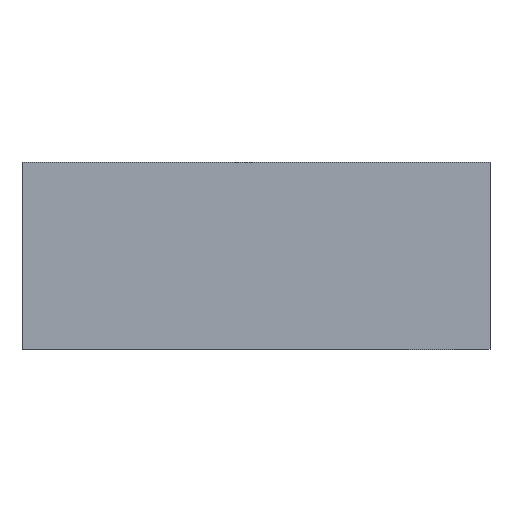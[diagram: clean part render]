
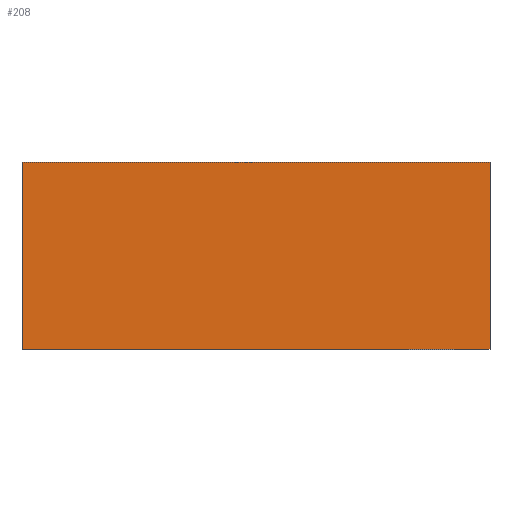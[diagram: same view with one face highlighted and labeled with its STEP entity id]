
A CAD part, top view. The second image highlights one B-rep face of the part: STEP entity #208.
In plain terms, the highlighted planar face has unit normal (0, 0, 1).
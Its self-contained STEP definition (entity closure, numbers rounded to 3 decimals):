
#149=CARTESIAN_POINT('Vertex',(100.,40.,10.)) ;
#163=CARTESIAN_POINT('Vertex',(-100.,40.,10.)) ;
#166=CARTESIAN_POINT('Line Origine',(0.,40.,10.)) ;
#178=CARTESIAN_POINT('Axis2P3D Location',(0.,0.,10.)) ;
#183=CARTESIAN_POINT('Line Origine',(-100.,0.,10.)) ;
#187=CARTESIAN_POINT('Vertex',(-100.,-40.,10.)) ;
#190=CARTESIAN_POINT('Line Origine',(0.,-40.,10.)) ;
#194=CARTESIAN_POINT('Vertex',(100.,-40.,10.)) ;
#197=CARTESIAN_POINT('Line Origine',(100.,0.,10.)) ;
#167=DIRECTION('Vector Direction',(1.,0.,0.)) ;
#179=DIRECTION('Axis2P3D Direction',(0.,0.,1.)) ;
#180=DIRECTION('Axis2P3D XDirection',(1.,0.,0.)) ;
#184=DIRECTION('Vector Direction',(0.,1.,0.)) ;
#191=DIRECTION('Vector Direction',(-1.,0.,0.)) ;
#198=DIRECTION('Vector Direction',(0.,-1.,0.)) ;
#181=AXIS2_PLACEMENT_3D('Plane Axis2P3D',#178,#179,#180) ;
#203=ORIENTED_EDGE('',*,*,#170,.T.) ;
#204=ORIENTED_EDGE('',*,*,#189,.T.) ;
#205=ORIENTED_EDGE('',*,*,#196,.T.) ;
#206=ORIENTED_EDGE('',*,*,#201,.T.) ;
#168=VECTOR('Line Direction',#167,1.) ;
#185=VECTOR('Line Direction',#184,1.) ;
#192=VECTOR('Line Direction',#191,1.) ;
#199=VECTOR('Line Direction',#198,1.) ;
#208=ADVANCED_FACE('PartBody',(#207),#182,.T.) ;
#170=EDGE_CURVE('',#150,#164,#169,.F.) ;
#189=EDGE_CURVE('',#164,#188,#186,.F.) ;
#196=EDGE_CURVE('',#188,#195,#193,.F.) ;
#201=EDGE_CURVE('',#195,#150,#200,.F.) ;
#202=EDGE_LOOP('',(#203,#204,#205,#206)) ;
#207=FACE_OUTER_BOUND('',#202,.T.) ;
#169=LINE('Line',#166,#168) ;
#186=LINE('Line',#183,#185) ;
#193=LINE('Line',#190,#192) ;
#200=LINE('Line',#197,#199) ;
#182=PLANE('Plane',#181) ;
#150=VERTEX_POINT('',#149) ;
#164=VERTEX_POINT('',#163) ;
#188=VERTEX_POINT('',#187) ;
#195=VERTEX_POINT('',#194) ;
